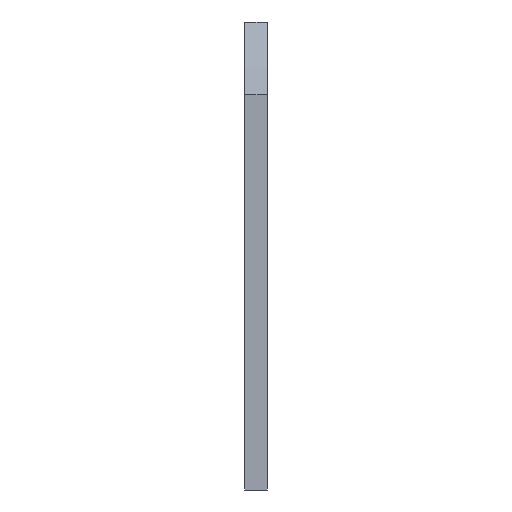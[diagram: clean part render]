
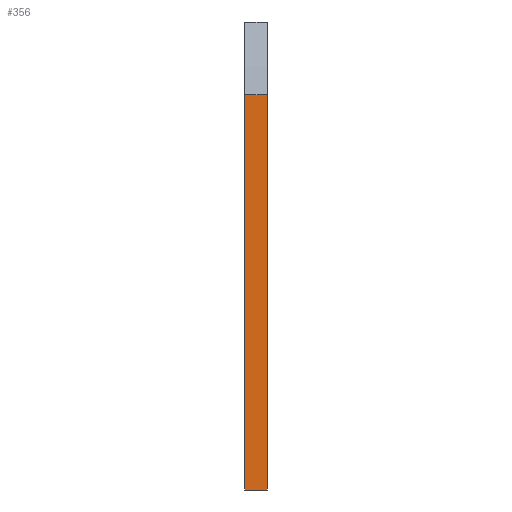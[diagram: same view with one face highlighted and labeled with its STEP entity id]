
A CAD part, left-side view. The second image highlights one B-rep face of the part: STEP entity #356.
In plain terms, the highlighted planar face has unit normal (-1, 0, 0).
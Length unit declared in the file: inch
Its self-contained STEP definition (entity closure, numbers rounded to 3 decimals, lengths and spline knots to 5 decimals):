
#51 = EDGE_LOOP ( 'NONE', ( #639, #557, #711, #668 ) ) ;
#72 = DIRECTION ( 'NONE',  ( 1., 0., 0. ) ) ;
#73 = DIRECTION ( 'NONE',  ( 0., 0., -1. ) ) ;
#81 = CARTESIAN_POINT ( 'NONE',  ( 0.5, -0.25, 0.75004 ) ) ;
#95 = PLANE ( 'NONE',  #319 ) ;
#96 = FACE_OUTER_BOUND ( 'NONE', #51, .T. ) ;
#222 = LINE ( 'NONE', #224, #778 ) ;
#224 = CARTESIAN_POINT ( 'NONE',  ( 0.5, -0.25, 4.32678 ) ) ;
#225 = DIRECTION ( 'NONE',  ( 0., 1., 0. ) ) ;
#232 = LINE ( 'NONE', #575, #786 ) ;
#233 = LINE ( 'NONE', #569, #779 ) ;
#319 = AXIS2_PLACEMENT_3D ( 'NONE', #81, #72, #73 ) ;
#356 = ADVANCED_FACE ( 'NONE', ( #96 ), #95, .F. ) ;
#482 = EDGE_CURVE ( 'NONE', #554, #516, #222, .T. ) ;
#488 = EDGE_CURVE ( 'NONE', #554, #563, #233, .T. ) ;
#490 = EDGE_CURVE ( 'NONE', #516, #560, #232, .T. ) ;
#494 = EDGE_CURVE ( 'NONE', #563, #560, #587, .T. ) ;
#516 = VERTEX_POINT ( 'NONE', #581 ) ;
#554 = VERTEX_POINT ( 'NONE', #630 ) ;
#557 = ORIENTED_EDGE ( 'NONE', *, *, #494, .F. ) ;
#560 = VERTEX_POINT ( 'NONE', #629 ) ;
#563 = VERTEX_POINT ( 'NONE', #633 ) ;
#569 = CARTESIAN_POINT ( 'NONE',  ( 0.5, -0.25, 0.75004 ) ) ;
#570 = DIRECTION ( 'NONE',  ( 0., 0., -1. ) ) ;
#575 = CARTESIAN_POINT ( 'NONE',  ( 0.5, 0., 0.75004 ) ) ;
#576 = DIRECTION ( 'NONE',  ( 0., 0., -1. ) ) ;
#581 = CARTESIAN_POINT ( 'NONE',  ( 0.5, 0., 4.32678 ) ) ;
#587 = LINE ( 'NONE', #588, #793 ) ;
#588 = CARTESIAN_POINT ( 'NONE',  ( 0.5, -0.25, 0. ) ) ;
#589 = DIRECTION ( 'NONE',  ( 0., 1., 0. ) ) ;
#629 = CARTESIAN_POINT ( 'NONE',  ( 0.5, 0., 0. ) ) ;
#630 = CARTESIAN_POINT ( 'NONE',  ( 0.5, -0.25, 4.32678 ) ) ;
#633 = CARTESIAN_POINT ( 'NONE',  ( 0.5, -0.25, 0. ) ) ;
#639 = ORIENTED_EDGE ( 'NONE', *, *, #490, .T. ) ;
#668 = ORIENTED_EDGE ( 'NONE', *, *, #482, .T. ) ;
#711 = ORIENTED_EDGE ( 'NONE', *, *, #488, .F. ) ;
#778 = VECTOR ( 'NONE', #225, 39.37008 ) ;
#779 = VECTOR ( 'NONE', #570, 39.37008 ) ;
#786 = VECTOR ( 'NONE', #576, 39.37008 ) ;
#793 = VECTOR ( 'NONE', #589, 39.37008 ) ;
